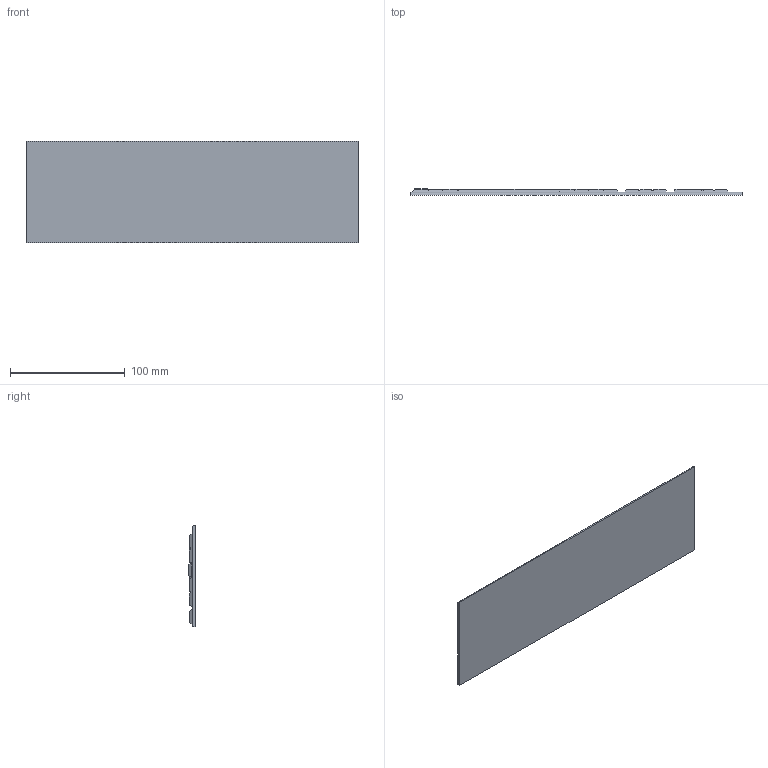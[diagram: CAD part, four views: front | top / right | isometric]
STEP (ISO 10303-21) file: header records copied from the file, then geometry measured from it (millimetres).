
FILE_DESCRIPTION (( 'STEP AP214' ), '1' );
FILE_NAME ('Keyboard.STEP', '2017-08-05T05:39:49', ( 'Sidh Singh' ), ( '' ), 'SwSTEP 2.0', 'SolidWorks 2012', '' );
FILE_SCHEMA (( 'AUTOMOTIVE_DESIGN' ));
Length unit declared in the file: inch
Products named in the file (1): Keyboard
Bounding box: 289.95 x 5.59 x 88.9 mm (x, y, z)
Volume: 103214.6 mm3; surface area: 60006.9 mm2
Topology: 1 solids, 1 shells, 449 faces, 1094 edges, 656 vertices
Faces by surface type: plane 448, cylinder 1
Entity records: 12838 total; most frequent: CARTESIAN_POINT 2200, ORIENTED_EDGE 2188, DIRECTION 1996, EDGE_CURVE 1094, VECTOR 1092, LINE 1092, VERTEX_POINT 656, EDGE_LOOP 458
